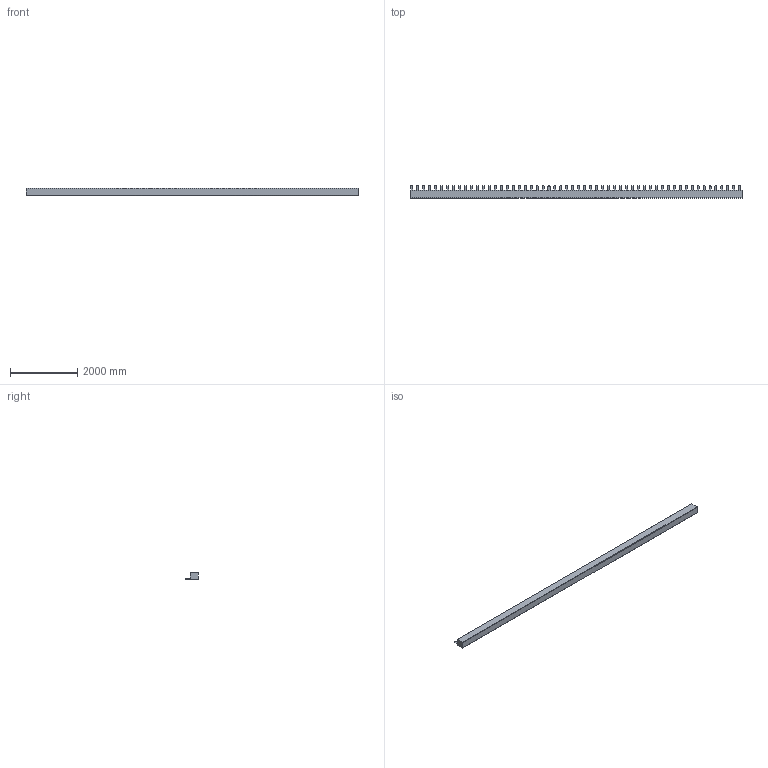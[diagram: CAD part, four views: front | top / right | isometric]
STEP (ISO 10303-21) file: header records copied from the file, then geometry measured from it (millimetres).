
FILE_DESCRIPTION((' '),'2;1');
FILE_NAME('FHL8-A2B8_3D.stp','2012-08-31T15:46:13',(' '),(' '),' ','ACIS',' ');
FILE_SCHEMA(('CONFIG_CONTROL_DESIGN'));
Length unit declared in the file: millimetre
Products named in the file (1): FHL8-A2B8_3D.stp
Bounding box: 9910 x 365 x 212 mm (x, y, z)
Volume: 489540493 mm3; surface area: 9866858.5 mm2
Topology: 1 solids, 1 shells, 458 faces, 1200 edges, 800 vertices
Faces by surface type: plane 286, cylinder 172
Entity records: 14235 total; most frequent: DIRECTION 2462, CARTESIAN_POINT 2459, ORIENTED_EDGE 2400, EDGE_CURVE 1200, VECTOR 856, LINE 856, AXIS2_PLACEMENT_3D 803, VERTEX_POINT 800
